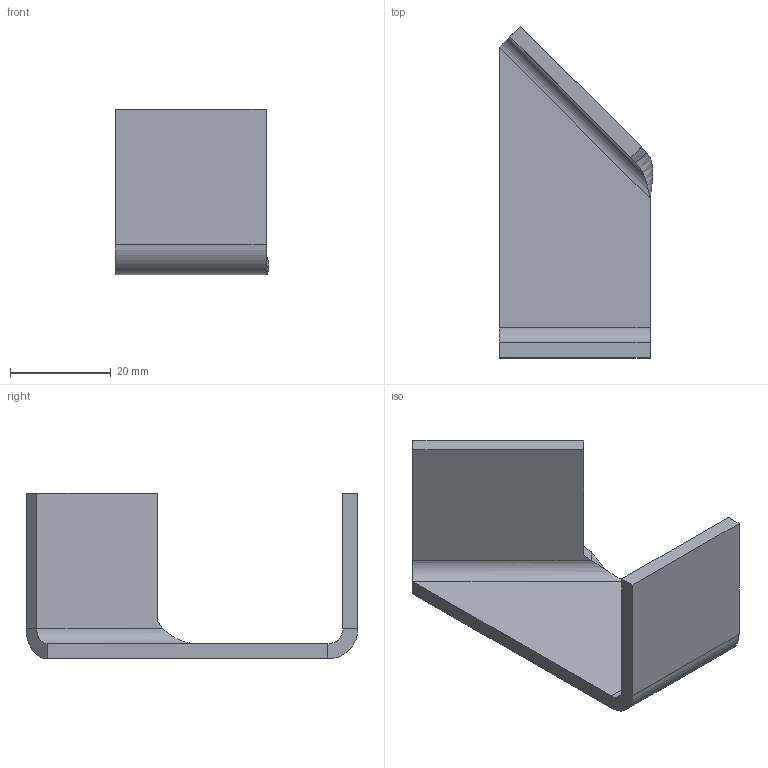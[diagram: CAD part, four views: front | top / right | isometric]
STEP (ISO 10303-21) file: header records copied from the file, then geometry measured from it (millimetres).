
FILE_DESCRIPTION (( 'STEP AP214' ), '1' );
FILE_NAME ('6365027.STEP', '2016-06-22T09:26:34', ( '' ), ( '' ), 'SwSTEP 2.0', 'SolidWorks 2014', '' );
FILE_SCHEMA (( 'AUTOMOTIVE_DESIGN' ));
Length unit declared in the file: millimetre
Products named in the file (1): 6365027
Bounding box: 30.53 x 66 x 33 mm (x, y, z)
Volume: 10317.1 mm3; surface area: 7734 mm2
Topology: 1 solids, 1 shells, 23 faces, 47 edges, 26 vertices
Faces by surface type: plane 18, cylinder 4, bspline 1
Entity records: 643 total; most frequent: CARTESIAN_POINT 138, DIRECTION 95, ORIENTED_EDGE 94, EDGE_CURVE 47, VECTOR 37, LINE 37, AXIS2_PLACEMENT_3D 29, VERTEX_POINT 26
